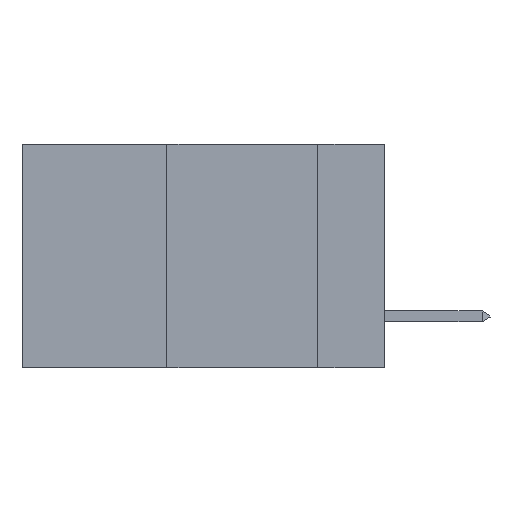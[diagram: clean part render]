
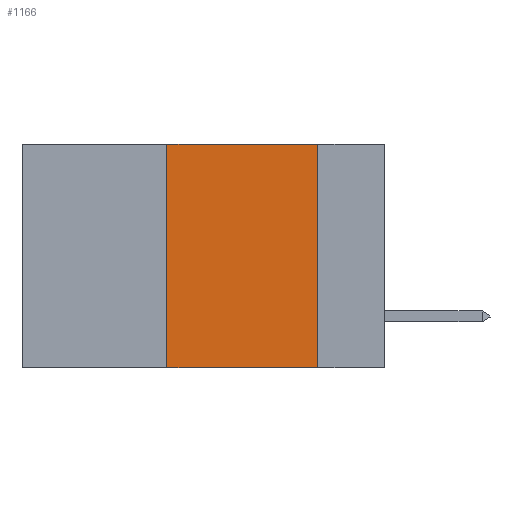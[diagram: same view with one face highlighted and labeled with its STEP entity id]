
A CAD part, left-side view. The second image highlights one B-rep face of the part: STEP entity #1166.
In plain terms, the highlighted planar face has unit normal (-1, 0, 0).
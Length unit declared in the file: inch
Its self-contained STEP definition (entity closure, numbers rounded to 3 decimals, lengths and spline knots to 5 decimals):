
#1166 = ADVANCED_FACE ( 'NONE', ( #8255 ), #20491, .F. ) ;
#2657 = EDGE_CURVE ( 'NONE', #9090, #7662, #26997, .T. ) ;
#2897 = LINE ( 'NONE', #26288, #30537 ) ;
#3609 = CARTESIAN_POINT ( 'NONE',  ( 0., 0.36, 0. ) ) ;
#4177 = LINE ( 'NONE', #21769, #14665 ) ;
#4387 = LINE ( 'NONE', #13994, #9630 ) ;
#5008 = CARTESIAN_POINT ( 'NONE',  ( 0., 0.11, 0. ) ) ;
#6144 = ORIENTED_EDGE ( 'NONE', *, *, #17920, .F. ) ;
#7063 = ORIENTED_EDGE ( 'NONE', *, *, #7361, .F. ) ;
#7199 = DIRECTION ( 'NONE',  ( 0., 0., 1. ) ) ;
#7361 = EDGE_CURVE ( 'NONE', #14814, #9090, #4177, .T. ) ;
#7662 = VERTEX_POINT ( 'NONE', #5008 ) ;
#8255 = FACE_OUTER_BOUND ( 'NONE', #26512, .T. ) ;
#9090 = VERTEX_POINT ( 'NONE', #3609 ) ;
#9630 = VECTOR ( 'NONE', #30786, 39.37008 ) ;
#13994 = CARTESIAN_POINT ( 'NONE',  ( 0., 0.11, 0. ) ) ;
#14067 = DIRECTION ( 'NONE',  ( 0., -1., 0. ) ) ;
#14665 = VECTOR ( 'NONE', #7199, 39.37008 ) ;
#14814 = VERTEX_POINT ( 'NONE', #22410 ) ;
#15368 = DIRECTION ( 'NONE',  ( 1., 0., 0. ) ) ;
#17813 = DIRECTION ( 'NONE',  ( 0., 0., -1. ) ) ;
#17920 = EDGE_CURVE ( 'NONE', #7662, #19586, #4387, .T. ) ;
#19015 = CARTESIAN_POINT ( 'NONE',  ( 0., 0.6, 0. ) ) ;
#19586 = VERTEX_POINT ( 'NONE', #29092 ) ;
#20491 = PLANE ( 'NONE',  #28498 ) ;
#21769 = CARTESIAN_POINT ( 'NONE',  ( 0., 0.36, 0. ) ) ;
#22410 = CARTESIAN_POINT ( 'NONE',  ( 0., 0.36, -0.37 ) ) ;
#22872 = CARTESIAN_POINT ( 'NONE',  ( 0., 0.6, 0. ) ) ;
#25264 = EDGE_CURVE ( 'NONE', #14814, #19586, #2897, .T. ) ;
#26288 = CARTESIAN_POINT ( 'NONE',  ( 0., 0.6, -0.37 ) ) ;
#26400 = ORIENTED_EDGE ( 'NONE', *, *, #2657, .F. ) ;
#26512 = EDGE_LOOP ( 'NONE', ( #6144, #26400, #7063, #29540 ) ) ;
#26997 = LINE ( 'NONE', #19015, #28917 ) ;
#28498 = AXIS2_PLACEMENT_3D ( 'NONE', #22872, #15368, #17813 ) ;
#28917 = VECTOR ( 'NONE', #31094, 39.37008 ) ;
#29092 = CARTESIAN_POINT ( 'NONE',  ( 0., 0.11, -0.37 ) ) ;
#29540 = ORIENTED_EDGE ( 'NONE', *, *, #25264, .T. ) ;
#30537 = VECTOR ( 'NONE', #14067, 39.37008 ) ;
#30786 = DIRECTION ( 'NONE',  ( 0., 0., -1. ) ) ;
#31094 = DIRECTION ( 'NONE',  ( 0., -1., 0. ) ) ;
